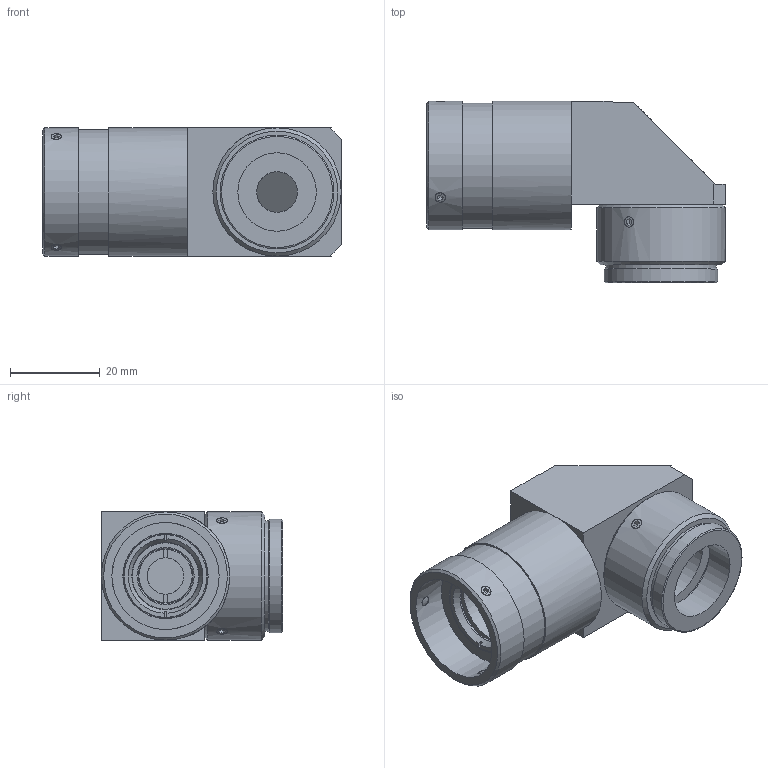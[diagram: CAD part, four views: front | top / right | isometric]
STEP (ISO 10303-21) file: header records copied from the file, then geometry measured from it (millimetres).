
FILE_DESCRIPTION(/* description */ (''),/* implementation_level */ '2;1');
FILE_NAME(/* name */ 'Pat''s Projects\62539_0.stp',/* time_stamp */ '2019-02-19T10:34:44-05:00',/* author */ ('BONAFEDE'),/* organization */ ('NAVITAR'),/* preprocessor_version */ 'ST-DEVELOPER v17',/* originating_system */ 'Autodesk Inventor 2019',/* authorisation */ '');
FILE_SCHEMA (('AUTOMOTIVE_DESIGN { 1 0 10303 214 3 1 1 }'));
Length unit declared in the file: inch
Products named in the file (1): Part2
Bounding box: 66.47 x 40.36 x 28.57 mm (x, y, z)
Volume: 31805.1 mm3; surface area: 15702.7 mm2
Topology: 1 solids, 6 shells, 274 faces, 691 edges, 471 vertices
Faces by surface type: plane 161, cylinder 57, cone 50, sphere 6
Full cylindrical faces by diameter (mm): 1.702 x4, 1.93 x4, 2.159 x3, 2.184 x4, 2.718 x4, 2.845 x3, 4.267 x4, 8.128 x1, 9.042 x2, 9.398 x1, 10.77 x1, 12.802 x1, 14.808 x1, 14.986 x1, 16.815 x1, 17.475 x2, 18.542 x1, 19.101 x1, 23.825 x1, 23.876 x1, 24.587 x1, 24.841 x1, 25.349 x1, 27.813 x1, 28.575 x3
Entity records: 9175 total; most frequent: CARTESIAN_POINT 2007, DIRECTION 1459, ORIENTED_EDGE 1374, EDGE_CURVE 687, AXIS2_PLACEMENT_3D 537, VERTEX_POINT 471, LINE 385, VECTOR 385
